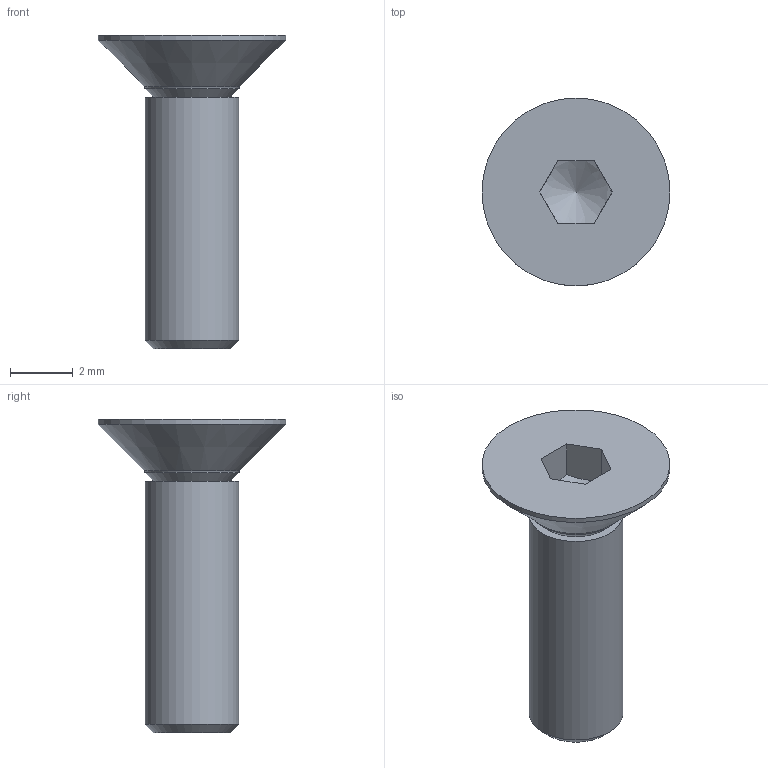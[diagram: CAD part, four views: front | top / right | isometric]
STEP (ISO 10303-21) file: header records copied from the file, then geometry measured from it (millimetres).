
FILE_DESCRIPTION(/* description */ (''),/* implementation_level */ '2;1');
FILE_NAME(/* name */ 'DIN7991 M3x0.5x10-8.8 countersunk head cap screws.stp',/* time_stamp */ '2020-08-22T12:32:49-04:00',/* author */ ('ignac'),/* organization */ ('TraceParts S.A.'),/* preprocessor_version */ 'ST-DEVELOPER v18',/* originating_system */ 'Autodesk Inventor 2020',/* authorisation */ '');
FILE_SCHEMA (('AUTOMOTIVE_DESIGN { 1 0 10303 214 3 1 1 }'));
Length unit declared in the file: millimetre
Products named in the file (1): DIN7991 M3x0.5x10-8.8 countersunk head cap screws
Bounding box: 6 x 6 x 10 mm (x, y, z)
Volume: 82.5 mm3; surface area: 157.6 mm2
Topology: 1 solids, 1 shells, 16 faces, 44 edges, 31 vertices
Faces by surface type: plane 9, cone 4, cylinder 2, torus 1
Full cylindrical faces by diameter (mm): 3 x1, 6 x1
Entity records: 555 total; most frequent: CARTESIAN_POINT 105, DIRECTION 88, ORIENTED_EDGE 86, EDGE_CURVE 43, AXIS2_PLACEMENT_3D 35, VERTEX_POINT 31, LINE 18, VECTOR 18
